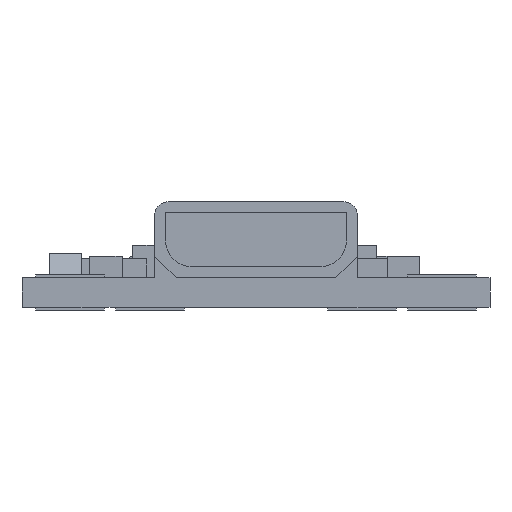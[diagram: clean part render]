
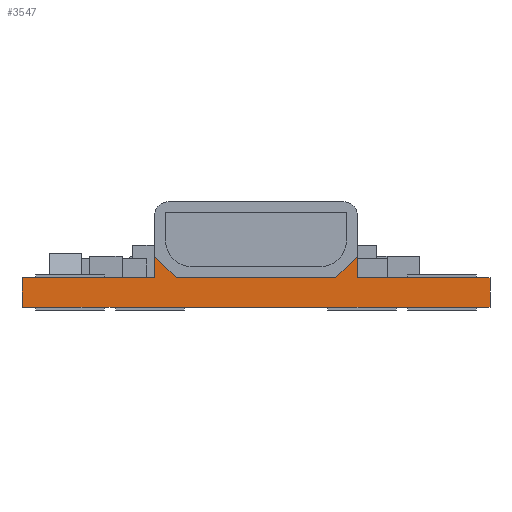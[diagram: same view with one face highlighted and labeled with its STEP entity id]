
A CAD part, front view. The second image highlights one B-rep face of the part: STEP entity #3547.
In plain terms, the highlighted planar face has unit normal (0, -1, 0).
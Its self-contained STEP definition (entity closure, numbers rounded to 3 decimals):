
#76=FACE_OUTER_BOUND('',#283,.T.);
#283=EDGE_LOOP('',(#2388,#2389,#2390,#2391,#2392,#2393,#2394,#2395,#2396,
#2397));
#504=LINE('',#4839,#960);
#512=LINE('',#4859,#968);
#640=LINE('',#5110,#1096);
#653=LINE('',#5137,#1109);
#655=LINE('',#5140,#1111);
#656=LINE('',#5142,#1112);
#657=LINE('',#5144,#1113);
#658=LINE('',#5146,#1114);
#659=LINE('',#5148,#1115);
#660=LINE('',#5149,#1116);
#960=VECTOR('',#3955,4.9);
#968=VECTOR('',#3967,4.9);
#1096=VECTOR('',#4105,1.1);
#1109=VECTOR('',#4130,1.1);
#1111=VECTOR('',#4134,17.3);
#1112=VECTOR('',#4135,0.8);
#1113=VECTOR('',#4136,1.131);
#1114=VECTOR('',#4137,5.9);
#1115=VECTOR('',#4138,1.131);
#1116=VECTOR('',#4139,0.8);
#1416=VERTEX_POINT('',#4836);
#1417=VERTEX_POINT('',#4838);
#1426=VERTEX_POINT('',#4856);
#1427=VERTEX_POINT('',#4858);
#1545=VERTEX_POINT('',#5108);
#1553=VERTEX_POINT('',#5136);
#1554=VERTEX_POINT('',#5141);
#1555=VERTEX_POINT('',#5143);
#1556=VERTEX_POINT('',#5145);
#1557=VERTEX_POINT('',#5147);
#1736=EDGE_CURVE('',#1416,#1417,#504,.T.);
#1746=EDGE_CURVE('',#1426,#1427,#512,.T.);
#1874=EDGE_CURVE('',#1545,#1426,#640,.T.);
#1887=EDGE_CURVE('',#1553,#1417,#653,.T.);
#1889=EDGE_CURVE('',#1545,#1553,#655,.T.);
#1890=EDGE_CURVE('',#1554,#1416,#656,.T.);
#1891=EDGE_CURVE('',#1554,#1555,#657,.T.);
#1892=EDGE_CURVE('',#1556,#1555,#658,.T.);
#1893=EDGE_CURVE('',#1556,#1557,#659,.F.);
#1894=EDGE_CURVE('',#1427,#1557,#660,.T.);
#2388=ORIENTED_EDGE('',*,*,#1746,.F.);
#2389=ORIENTED_EDGE('',*,*,#1874,.F.);
#2390=ORIENTED_EDGE('',*,*,#1889,.T.);
#2391=ORIENTED_EDGE('',*,*,#1887,.T.);
#2392=ORIENTED_EDGE('',*,*,#1736,.F.);
#2393=ORIENTED_EDGE('',*,*,#1890,.F.);
#2394=ORIENTED_EDGE('',*,*,#1891,.T.);
#2395=ORIENTED_EDGE('',*,*,#1892,.F.);
#2396=ORIENTED_EDGE('',*,*,#1893,.T.);
#2397=ORIENTED_EDGE('',*,*,#1894,.F.);
#3186=PLANE('',#3751);
#3547=ADVANCED_FACE('',(#76),#3186,.T.);
#3751=AXIS2_PLACEMENT_3D('',#5139,#4132,#4133);
#3955=DIRECTION('',(1.,0.,0.));
#3967=DIRECTION('',(1.,0.,0.));
#4105=DIRECTION('',(0.,0.,1.));
#4130=DIRECTION('',(0.,0.,1.));
#4132=DIRECTION('center_axis',(0.,-1.,0.));
#4133=DIRECTION('ref_axis',(0.,0.,-1.));
#4134=DIRECTION('',(1.,0.,0.));
#4135=DIRECTION('',(0.,0.,-1.));
#4136=DIRECTION('',(-0.707,0.,-0.707));
#4137=DIRECTION('',(1.,0.,0.));
#4138=DIRECTION('',(0.707,0.,-0.707));
#4139=DIRECTION('',(0.,0.,1.));
#4836=CARTESIAN_POINT('',(3.75,-13.95,0.));
#4838=CARTESIAN_POINT('',(8.65,-13.95,0.));
#4839=CARTESIAN_POINT('',(3.75,-13.95,0.));
#4856=CARTESIAN_POINT('',(-8.65,-13.95,0.));
#4858=CARTESIAN_POINT('',(-3.75,-13.95,0.));
#4859=CARTESIAN_POINT('',(-8.65,-13.95,0.));
#5108=CARTESIAN_POINT('',(-8.65,-13.95,-1.1));
#5110=CARTESIAN_POINT('',(-8.65,-13.95,-1.1));
#5136=CARTESIAN_POINT('',(8.65,-13.95,-1.1));
#5137=CARTESIAN_POINT('',(8.65,-13.95,-1.1));
#5139=CARTESIAN_POINT('Origin',(0.,-13.95,-1.1));
#5140=CARTESIAN_POINT('',(-8.65,-13.95,-1.1));
#5141=CARTESIAN_POINT('',(3.75,-13.95,0.8));
#5142=CARTESIAN_POINT('',(3.75,-13.95,0.8));
#5143=CARTESIAN_POINT('',(2.95,-13.95,0.));
#5144=CARTESIAN_POINT('',(3.75,-13.95,0.8));
#5145=CARTESIAN_POINT('',(-2.95,-13.95,0.));
#5146=CARTESIAN_POINT('',(-2.95,-13.95,0.));
#5147=CARTESIAN_POINT('',(-3.75,-13.95,0.8));
#5148=CARTESIAN_POINT('',(-3.75,-13.95,0.8));
#5149=CARTESIAN_POINT('',(-3.75,-13.95,0.));
